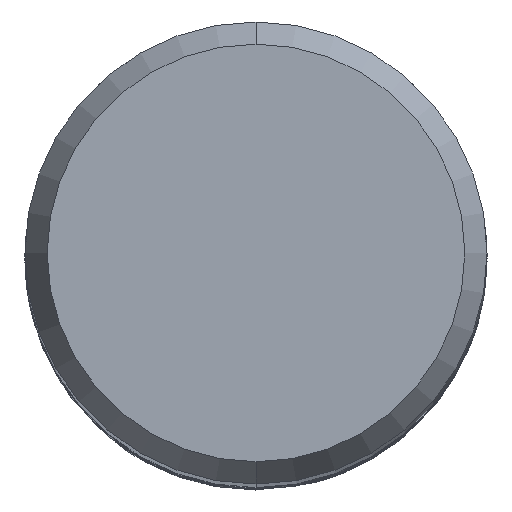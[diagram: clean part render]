
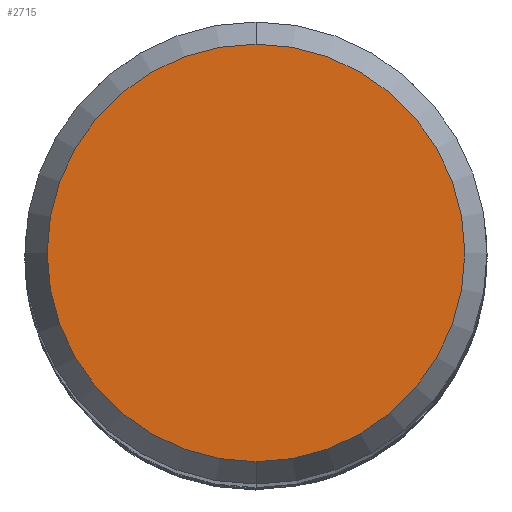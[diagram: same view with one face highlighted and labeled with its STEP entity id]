
A CAD part, top view. The second image highlights one B-rep face of the part: STEP entity #2715.
In plain terms, the highlighted planar face has unit normal (0, 0, 1).
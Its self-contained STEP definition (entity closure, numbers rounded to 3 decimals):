
#1283=EDGE_CURVE('',#1749,#3079,#3355,.T.);
#1749=VERTEX_POINT('',#3882);
#2317=EDGE_CURVE('',#3079,#1749,#4496,.T.);
#2715=ADVANCED_FACE('',(#4925),#4926,.T.);
#3079=VERTEX_POINT('',#5319);
#3355=CIRCLE('',#8109,5.423);
#3882=CARTESIAN_POINT('',(0.0,5.423,0.0));
#4496=CIRCLE('',#22117,5.423);
#4925=FACE_OUTER_BOUND('',#26040,.T.);
#4926=PLANE('',#26041);
#5319=CARTESIAN_POINT('',(0.,-5.423,0.0));
#8109=AXIS2_PLACEMENT_3D('',#30961,#30962,#30963);
#22117=AXIS2_PLACEMENT_3D('',#32222,#32223,#32224);
#26040=EDGE_LOOP('',(#32578,#32579));
#26041=AXIS2_PLACEMENT_3D('',#32580,#32581,#32582);
#30961=CARTESIAN_POINT('',(0.0,0.0,0.0));
#30962=DIRECTION('',(0.0,0.0,-1.0));
#30963=DIRECTION('',(0.0,1.0,0.0));
#32222=CARTESIAN_POINT('',(0.0,0.0,0.0));
#32223=DIRECTION('',(0.0,0.0,-1.0));
#32224=DIRECTION('',(0.0,1.0,0.0));
#32578=ORIENTED_EDGE('',*,*,#1283,.F.);
#32579=ORIENTED_EDGE('',*,*,#2317,.F.);
#32580=CARTESIAN_POINT('',(0.0,2.711,0.0));
#32581=DIRECTION('',(-0.0,0.0,1.0));
#32582=DIRECTION('',(0.0,-1.0,0.0));
